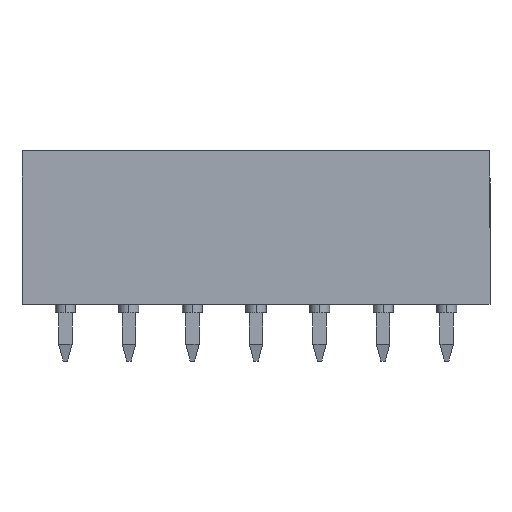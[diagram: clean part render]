
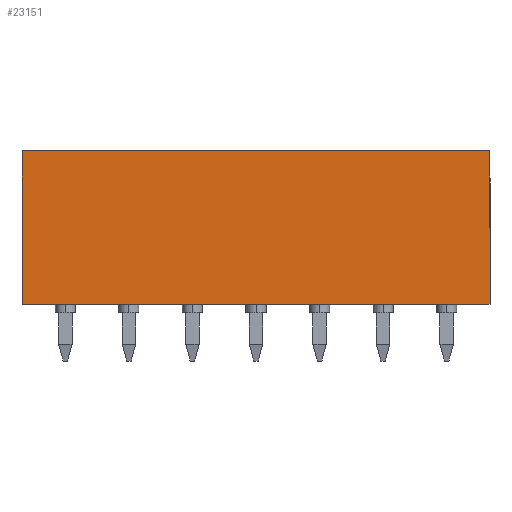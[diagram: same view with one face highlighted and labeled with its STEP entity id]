
A CAD part, front view. The second image highlights one B-rep face of the part: STEP entity #23151.
In plain terms, the highlighted planar face has unit normal (0, -1, 0).
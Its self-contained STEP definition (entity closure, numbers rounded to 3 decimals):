
#128 = PLANE('',#129);
#129 = AXIS2_PLACEMENT_3D('',#130,#131,#132);
#130 = CARTESIAN_POINT('',(0.,0.,2.6));
#131 = DIRECTION('',(0.,0.,1.));
#132 = DIRECTION('',(1.,0.,-0.));
#227 = PLANE('',#228);
#228 = AXIS2_PLACEMENT_3D('',#229,#230,#231);
#229 = CARTESIAN_POINT('',(0.,0.,-25.46));
#230 = DIRECTION('',(0.,0.,1.));
#231 = DIRECTION('',(1.,0.,-0.));
#441 = PLANE('',#442);
#442 = AXIS2_PLACEMENT_3D('',#443,#444,#445);
#443 = CARTESIAN_POINT('',(0.,5.25,-19.05));
#444 = DIRECTION('',(-1.,0.,0.));
#445 = DIRECTION('',(0.,1.,0.));
#1272 = PLANE('',#1273);
#1273 = AXIS2_PLACEMENT_3D('',#1274,#1275,#1276);
#1274 = CARTESIAN_POINT('',(9.2,0.25,-19.05));
#1275 = DIRECTION('',(-1.,0.,0.));
#1276 = DIRECTION('',(0.,1.,0.));
#23151 = ADVANCED_FACE('',(#23152),#23166,.T.);
#23152 = FACE_BOUND('',#23153,.T.);
#23153 = EDGE_LOOP('',(#23154,#23184,#23207,#23230));
#23154 = ORIENTED_EDGE('',*,*,#23155,.T.);
#23155 = EDGE_CURVE('',#23156,#23158,#23160,.T.);
#23156 = VERTEX_POINT('',#23157);
#23157 = CARTESIAN_POINT('',(0.,0.,2.6));
#23158 = VERTEX_POINT('',#23159);
#23159 = CARTESIAN_POINT('',(0.,0.,-25.46));
#23160 = SURFACE_CURVE('',#23161,(#23165,#23177),.PCURVE_S1.);
#23161 = LINE('',#23162,#23163);
#23162 = CARTESIAN_POINT('',(0.,0.,-11.43));
#23163 = VECTOR('',#23164,1.);
#23164 = DIRECTION('',(0.,0.,-1.));
#23165 = PCURVE('',#23166,#23171);
#23166 = PLANE('',#23167);
#23167 = AXIS2_PLACEMENT_3D('',#23168,#23169,#23170);
#23168 = CARTESIAN_POINT('',(3.1,0.,-11.43));
#23169 = DIRECTION('',(0.,-1.,0.));
#23170 = DIRECTION('',(-1.,0.,0.));
#23171 = DEFINITIONAL_REPRESENTATION('',(#23172),#23176);
#23172 = LINE('',#23173,#23174);
#23173 = CARTESIAN_POINT('',(3.1,0.));
#23174 = VECTOR('',#23175,1.);
#23175 = DIRECTION('',(-0.,1.));
#23176 = ( GEOMETRIC_REPRESENTATION_CONTEXT(2) 
PARAMETRIC_REPRESENTATION_CONTEXT() REPRESENTATION_CONTEXT('2D SPACE',''
  ) );
#23177 = PCURVE('',#441,#23178);
#23178 = DEFINITIONAL_REPRESENTATION('',(#23179),#23183);
#23179 = LINE('',#23180,#23181);
#23180 = CARTESIAN_POINT('',(-5.25,-7.62));
#23181 = VECTOR('',#23182,1.);
#23182 = DIRECTION('',(0.,1.));
#23183 = ( GEOMETRIC_REPRESENTATION_CONTEXT(2) 
PARAMETRIC_REPRESENTATION_CONTEXT() REPRESENTATION_CONTEXT('2D SPACE',''
  ) );
#23184 = ORIENTED_EDGE('',*,*,#23185,.T.);
#23185 = EDGE_CURVE('',#23158,#23186,#23188,.T.);
#23186 = VERTEX_POINT('',#23187);
#23187 = CARTESIAN_POINT('',(9.2,0.,-25.46));
#23188 = SURFACE_CURVE('',#23189,(#23193,#23200),.PCURVE_S1.);
#23189 = LINE('',#23190,#23191);
#23190 = CARTESIAN_POINT('',(0.,0.,-25.46));
#23191 = VECTOR('',#23192,1.);
#23192 = DIRECTION('',(1.,0.,0.));
#23193 = PCURVE('',#23166,#23194);
#23194 = DEFINITIONAL_REPRESENTATION('',(#23195),#23199);
#23195 = LINE('',#23196,#23197);
#23196 = CARTESIAN_POINT('',(3.1,14.03));
#23197 = VECTOR('',#23198,1.);
#23198 = DIRECTION('',(-1.,0.));
#23199 = ( GEOMETRIC_REPRESENTATION_CONTEXT(2) 
PARAMETRIC_REPRESENTATION_CONTEXT() REPRESENTATION_CONTEXT('2D SPACE',''
  ) );
#23200 = PCURVE('',#227,#23201);
#23201 = DEFINITIONAL_REPRESENTATION('',(#23202),#23206);
#23202 = LINE('',#23203,#23204);
#23203 = CARTESIAN_POINT('',(0.,0.));
#23204 = VECTOR('',#23205,1.);
#23205 = DIRECTION('',(1.,0.));
#23206 = ( GEOMETRIC_REPRESENTATION_CONTEXT(2) 
PARAMETRIC_REPRESENTATION_CONTEXT() REPRESENTATION_CONTEXT('2D SPACE',''
  ) );
#23207 = ORIENTED_EDGE('',*,*,#23208,.T.);
#23208 = EDGE_CURVE('',#23186,#23209,#23211,.T.);
#23209 = VERTEX_POINT('',#23210);
#23210 = CARTESIAN_POINT('',(9.2,0.,2.6));
#23211 = SURFACE_CURVE('',#23212,(#23216,#23223),.PCURVE_S1.);
#23212 = LINE('',#23213,#23214);
#23213 = CARTESIAN_POINT('',(9.2,0.,-19.05));
#23214 = VECTOR('',#23215,1.);
#23215 = DIRECTION('',(0.,0.,1.));
#23216 = PCURVE('',#23166,#23217);
#23217 = DEFINITIONAL_REPRESENTATION('',(#23218),#23222);
#23218 = LINE('',#23219,#23220);
#23219 = CARTESIAN_POINT('',(-6.1,7.62));
#23220 = VECTOR('',#23221,1.);
#23221 = DIRECTION('',(0.,-1.));
#23222 = ( GEOMETRIC_REPRESENTATION_CONTEXT(2) 
PARAMETRIC_REPRESENTATION_CONTEXT() REPRESENTATION_CONTEXT('2D SPACE',''
  ) );
#23223 = PCURVE('',#1272,#23224);
#23224 = DEFINITIONAL_REPRESENTATION('',(#23225),#23229);
#23225 = LINE('',#23226,#23227);
#23226 = CARTESIAN_POINT('',(-0.25,0.));
#23227 = VECTOR('',#23228,1.);
#23228 = DIRECTION('',(0.,-1.));
#23229 = ( GEOMETRIC_REPRESENTATION_CONTEXT(2) 
PARAMETRIC_REPRESENTATION_CONTEXT() REPRESENTATION_CONTEXT('2D SPACE',''
  ) );
#23230 = ORIENTED_EDGE('',*,*,#23231,.F.);
#23231 = EDGE_CURVE('',#23156,#23209,#23232,.T.);
#23232 = SURFACE_CURVE('',#23233,(#23237,#23244),.PCURVE_S1.);
#23233 = LINE('',#23234,#23235);
#23234 = CARTESIAN_POINT('',(0.,0.,2.6));
#23235 = VECTOR('',#23236,1.);
#23236 = DIRECTION('',(1.,0.,0.));
#23237 = PCURVE('',#23166,#23238);
#23238 = DEFINITIONAL_REPRESENTATION('',(#23239),#23243);
#23239 = LINE('',#23240,#23241);
#23240 = CARTESIAN_POINT('',(3.1,-14.03));
#23241 = VECTOR('',#23242,1.);
#23242 = DIRECTION('',(-1.,0.));
#23243 = ( GEOMETRIC_REPRESENTATION_CONTEXT(2) 
PARAMETRIC_REPRESENTATION_CONTEXT() REPRESENTATION_CONTEXT('2D SPACE',''
  ) );
#23244 = PCURVE('',#128,#23245);
#23245 = DEFINITIONAL_REPRESENTATION('',(#23246),#23250);
#23246 = LINE('',#23247,#23248);
#23247 = CARTESIAN_POINT('',(0.,0.));
#23248 = VECTOR('',#23249,1.);
#23249 = DIRECTION('',(1.,0.));
#23250 = ( GEOMETRIC_REPRESENTATION_CONTEXT(2) 
PARAMETRIC_REPRESENTATION_CONTEXT() REPRESENTATION_CONTEXT('2D SPACE',''
  ) );
